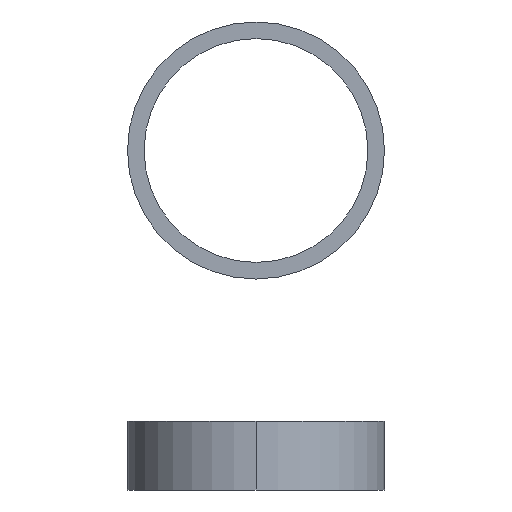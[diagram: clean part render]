
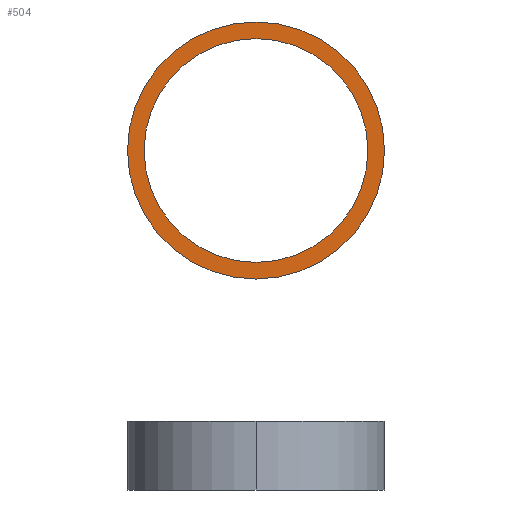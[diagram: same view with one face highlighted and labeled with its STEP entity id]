
A CAD part, left-side view. The second image highlights one B-rep face of the part: STEP entity #504.
In plain terms, the highlighted planar face has unit normal (-1, 0, 0).
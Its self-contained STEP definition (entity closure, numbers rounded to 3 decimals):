
#10 = ORIENTED_EDGE ( 'NONE', *, *, #512, .T. ) ;
#11 = AXIS2_PLACEMENT_3D ( 'NONE', #317, #442, #482 ) ;
#19 = DIRECTION ( 'NONE',  ( 1., 0., 0. ) ) ;
#31 = CARTESIAN_POINT ( 'NONE',  ( -90., 0., -708.252 ) ) ;
#39 = AXIS2_PLACEMENT_3D ( 'NONE', #31, #384, #387 ) ;
#67 = FACE_OUTER_BOUND ( 'NONE', #321, .T. ) ;
#83 = CARTESIAN_POINT ( 'NONE',  ( -90., 0., -708.252 ) ) ;
#88 = CIRCLE ( 'NONE', #404, 26.25 ) ;
#128 = CARTESIAN_POINT ( 'NONE',  ( -90., 0., -678.102 ) ) ;
#131 = CARTESIAN_POINT ( 'NONE',  ( -90., 0., -708.252 ) ) ;
#138 = EDGE_CURVE ( 'NONE', #305, #549, #353, .T. ) ;
#188 = CIRCLE ( 'NONE', #403, 30.15 ) ;
#197 = PLANE ( 'NONE',  #484 ) ;
#235 = CARTESIAN_POINT ( 'NONE',  ( -90., 0., -682.002 ) ) ;
#237 = CARTESIAN_POINT ( 'NONE',  ( -90., 0., -708.252 ) ) ;
#246 = FACE_BOUND ( 'NONE', #331, .T. ) ;
#260 = ORIENTED_EDGE ( 'NONE', *, *, #283, .T. ) ;
#262 = DIRECTION ( 'NONE',  ( 0., 0., -1. ) ) ;
#267 = EDGE_CURVE ( 'NONE', #549, #305, #188, .T. ) ;
#273 = CIRCLE ( 'NONE', #11, 26.25 ) ;
#283 = EDGE_CURVE ( 'NONE', #350, #539, #273, .T. ) ;
#298 = DIRECTION ( 'NONE',  ( 1., 0., 0. ) ) ;
#305 = VERTEX_POINT ( 'NONE', #391 ) ;
#317 = CARTESIAN_POINT ( 'NONE',  ( -90., 0., -708.252 ) ) ;
#321 = EDGE_LOOP ( 'NONE', ( #486, #410 ) ) ;
#331 = EDGE_LOOP ( 'NONE', ( #260, #10 ) ) ;
#346 = DIRECTION ( 'NONE',  ( 1., 0., 0. ) ) ;
#350 = VERTEX_POINT ( 'NONE', #235 ) ;
#353 = CIRCLE ( 'NONE', #39, 30.15 ) ;
#384 = DIRECTION ( 'NONE',  ( 1., 0., 0. ) ) ;
#387 = DIRECTION ( 'NONE',  ( 0., 0., -1. ) ) ;
#391 = CARTESIAN_POINT ( 'NONE',  ( -90., 0., -738.402 ) ) ;
#403 = AXIS2_PLACEMENT_3D ( 'NONE', #131, #298, #262 ) ;
#404 = AXIS2_PLACEMENT_3D ( 'NONE', #83, #346, #429 ) ;
#410 = ORIENTED_EDGE ( 'NONE', *, *, #138, .F. ) ;
#429 = DIRECTION ( 'NONE',  ( 0., 0., -1. ) ) ;
#442 = DIRECTION ( 'NONE',  ( 1., 0., 0. ) ) ;
#482 = DIRECTION ( 'NONE',  ( 0., 0., -1. ) ) ;
#484 = AXIS2_PLACEMENT_3D ( 'NONE', #237, #19, #525 ) ;
#486 = ORIENTED_EDGE ( 'NONE', *, *, #267, .F. ) ;
#504 = ADVANCED_FACE ( 'NONE', ( #246, #67 ), #197, .F. ) ;
#512 = EDGE_CURVE ( 'NONE', #539, #350, #88, .T. ) ;
#523 = CARTESIAN_POINT ( 'NONE',  ( -90., 0., -734.502 ) ) ;
#525 = DIRECTION ( 'NONE',  ( 0., 0., -1. ) ) ;
#539 = VERTEX_POINT ( 'NONE', #523 ) ;
#549 = VERTEX_POINT ( 'NONE', #128 ) ;
